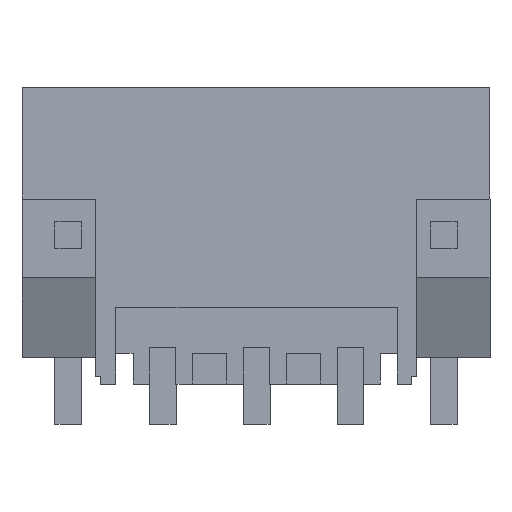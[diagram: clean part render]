
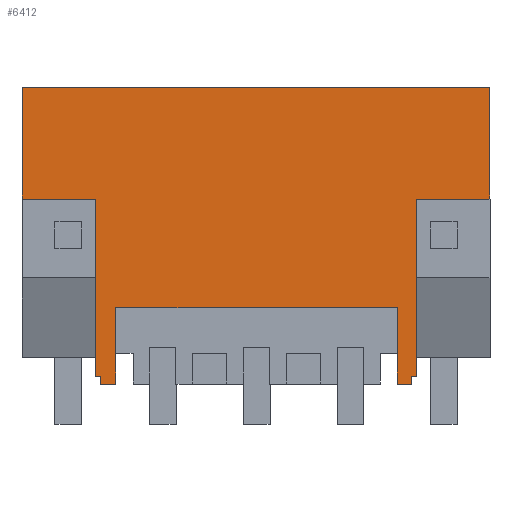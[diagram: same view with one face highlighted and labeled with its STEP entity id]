
A CAD part, front view. The second image highlights one B-rep face of the part: STEP entity #6412.
In plain terms, the highlighted planar face has unit normal (0, -1, 0).
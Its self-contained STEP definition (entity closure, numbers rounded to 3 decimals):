
#6382=AXIS2_PLACEMENT_3D('Plane Axis2P3D',#6379,#6380,#6381) ;
#1852=CARTESIAN_POINT('Line Origine',(3.5,0.,2.925)) ;
#1856=CARTESIAN_POINT('Vertex',(3.5,0.,1.5)) ;
#1858=CARTESIAN_POINT('Vertex',(3.5,0.,4.35)) ;
#1890=CARTESIAN_POINT('Vertex',(2.925,0.,1.5)) ;
#1893=CARTESIAN_POINT('Line Origine',(3.213,0.,1.5)) ;
#1911=CARTESIAN_POINT('Line Origine',(2.925,0.,1.65)) ;
#1915=CARTESIAN_POINT('Vertex',(2.925,0.,1.8)) ;
#1936=CARTESIAN_POINT('Line Origine',(2.825,0.,1.8)) ;
#1940=CARTESIAN_POINT('Vertex',(2.725,0.,1.8)) ;
#1961=CARTESIAN_POINT('Line Origine',(2.725,0.,5.1)) ;
#1965=CARTESIAN_POINT('Vertex',(2.725,0.,8.4)) ;
#2239=CARTESIAN_POINT('Vertex',(0.,0.,8.4)) ;
#2242=CARTESIAN_POINT('Line Origine',(0.,0.,10.475)) ;
#2246=CARTESIAN_POINT('Vertex',(0.,0.,12.55)) ;
#2286=CARTESIAN_POINT('Line Origine',(8.725,0.,12.55)) ;
#2290=CARTESIAN_POINT('Vertex',(17.45,0.,12.55)) ;
#3917=CARTESIAN_POINT('Line Origine',(17.45,0.,10.475)) ;
#3921=CARTESIAN_POINT('Vertex',(17.45,0.,8.4)) ;
#4189=CARTESIAN_POINT('Vertex',(14.725,0.,8.4)) ;
#4192=CARTESIAN_POINT('Line Origine',(14.725,0.,5.1)) ;
#4196=CARTESIAN_POINT('Vertex',(14.725,0.,1.8)) ;
#4220=CARTESIAN_POINT('Line Origine',(14.625,0.,1.8)) ;
#4224=CARTESIAN_POINT('Vertex',(14.525,0.,1.8)) ;
#4245=CARTESIAN_POINT('Line Origine',(14.525,0.,1.65)) ;
#4249=CARTESIAN_POINT('Vertex',(14.525,0.,1.5)) ;
#4270=CARTESIAN_POINT('Line Origine',(14.263,0.,1.5)) ;
#4274=CARTESIAN_POINT('Vertex',(14.,0.,1.5)) ;
#4295=CARTESIAN_POINT('Line Origine',(14.,0.,2.925)) ;
#4299=CARTESIAN_POINT('Vertex',(14.,0.,4.35)) ;
#5876=CARTESIAN_POINT('Line Origine',(8.75,0.,4.35)) ;
#6379=CARTESIAN_POINT('Axis2P3D Location',(-3.5,0.,1.5)) ;
#6384=CARTESIAN_POINT('Line Origine',(16.087,0.,8.4)) ;
#6389=CARTESIAN_POINT('Line Origine',(1.362,0.,8.4)) ;
#1853=DIRECTION('Vector Direction',(0.,0.,1.)) ;
#1894=DIRECTION('Vector Direction',(1.,0.,0.)) ;
#1912=DIRECTION('Vector Direction',(0.,0.,1.)) ;
#1937=DIRECTION('Vector Direction',(-1.,0.,0.)) ;
#1962=DIRECTION('Vector Direction',(0.,0.,-1.)) ;
#2243=DIRECTION('Vector Direction',(0.,0.,-1.)) ;
#2287=DIRECTION('Vector Direction',(1.,0.,0.)) ;
#3918=DIRECTION('Vector Direction',(0.,0.,-1.)) ;
#4193=DIRECTION('Vector Direction',(0.,0.,-1.)) ;
#4221=DIRECTION('Vector Direction',(1.,0.,0.)) ;
#4246=DIRECTION('Vector Direction',(0.,0.,1.)) ;
#4271=DIRECTION('Vector Direction',(1.,0.,0.)) ;
#4296=DIRECTION('Vector Direction',(0.,0.,1.)) ;
#5877=DIRECTION('Vector Direction',(-1.,0.,0.)) ;
#6380=DIRECTION('Axis2P3D Direction',(0.,1.,0.)) ;
#6381=DIRECTION('Axis2P3D XDirection',(0.,0.,-1.)) ;
#6385=DIRECTION('Vector Direction',(-1.,0.,0.)) ;
#6390=DIRECTION('Vector Direction',(1.,0.,0.)) ;
#1854=VECTOR('Line Direction',#1853,1.) ;
#1895=VECTOR('Line Direction',#1894,1.) ;
#1913=VECTOR('Line Direction',#1912,1.) ;
#1938=VECTOR('Line Direction',#1937,1.) ;
#1963=VECTOR('Line Direction',#1962,1.) ;
#2244=VECTOR('Line Direction',#2243,1.) ;
#2288=VECTOR('Line Direction',#2287,1.) ;
#3919=VECTOR('Line Direction',#3918,1.) ;
#4194=VECTOR('Line Direction',#4193,1.) ;
#4222=VECTOR('Line Direction',#4221,1.) ;
#4247=VECTOR('Line Direction',#4246,1.) ;
#4272=VECTOR('Line Direction',#4271,1.) ;
#4297=VECTOR('Line Direction',#4296,1.) ;
#5878=VECTOR('Line Direction',#5877,1.) ;
#6386=VECTOR('Line Direction',#6385,1.) ;
#6391=VECTOR('Line Direction',#6390,1.) ;
#6395=ORIENTED_EDGE('',*,*,#5880,.F.) ;
#6396=ORIENTED_EDGE('',*,*,#4301,.F.) ;
#6397=ORIENTED_EDGE('',*,*,#4276,.T.) ;
#6398=ORIENTED_EDGE('',*,*,#4251,.T.) ;
#6399=ORIENTED_EDGE('',*,*,#4226,.T.) ;
#6400=ORIENTED_EDGE('',*,*,#4198,.F.) ;
#6401=ORIENTED_EDGE('',*,*,#6388,.F.) ;
#6402=ORIENTED_EDGE('',*,*,#3923,.F.) ;
#6403=ORIENTED_EDGE('',*,*,#2292,.F.) ;
#6404=ORIENTED_EDGE('',*,*,#2248,.T.) ;
#6405=ORIENTED_EDGE('',*,*,#6393,.T.) ;
#6406=ORIENTED_EDGE('',*,*,#1967,.T.) ;
#6407=ORIENTED_EDGE('',*,*,#1942,.F.) ;
#6408=ORIENTED_EDGE('',*,*,#1917,.F.) ;
#6409=ORIENTED_EDGE('',*,*,#1897,.T.) ;
#6410=ORIENTED_EDGE('',*,*,#1860,.T.) ;
#6412=ADVANCED_FACE('HOUSING',(#6411),#6383,.F.) ;
#1860=EDGE_CURVE('',#1857,#1859,#1855,.T.) ;
#1897=EDGE_CURVE('',#1891,#1857,#1896,.T.) ;
#1917=EDGE_CURVE('',#1891,#1916,#1914,.T.) ;
#1942=EDGE_CURVE('',#1916,#1941,#1939,.T.) ;
#1967=EDGE_CURVE('',#1966,#1941,#1964,.T.) ;
#2248=EDGE_CURVE('',#2247,#2240,#2245,.T.) ;
#2292=EDGE_CURVE('',#2247,#2291,#2289,.T.) ;
#3923=EDGE_CURVE('',#2291,#3922,#3920,.T.) ;
#4198=EDGE_CURVE('',#4190,#4197,#4195,.T.) ;
#4226=EDGE_CURVE('',#4225,#4197,#4223,.T.) ;
#4251=EDGE_CURVE('',#4250,#4225,#4248,.T.) ;
#4276=EDGE_CURVE('',#4275,#4250,#4273,.T.) ;
#4301=EDGE_CURVE('',#4275,#4300,#4298,.T.) ;
#5880=EDGE_CURVE('',#4300,#1859,#5879,.T.) ;
#6388=EDGE_CURVE('',#3922,#4190,#6387,.T.) ;
#6393=EDGE_CURVE('',#2240,#1966,#6392,.T.) ;
#6394=EDGE_LOOP('',(#6395,#6396,#6397,#6398,#6399,#6400,#6401,#6402,#6403,#6404,#6405,#6406,#6407,#6408,#6409,#6410)) ;
#6411=FACE_OUTER_BOUND('',#6394,.T.) ;
#1855=LINE('Line',#1852,#1854) ;
#1896=LINE('Line',#1893,#1895) ;
#1914=LINE('Line',#1911,#1913) ;
#1939=LINE('Line',#1936,#1938) ;
#1964=LINE('Line',#1961,#1963) ;
#2245=LINE('Line',#2242,#2244) ;
#2289=LINE('Line',#2286,#2288) ;
#3920=LINE('Line',#3917,#3919) ;
#4195=LINE('Line',#4192,#4194) ;
#4223=LINE('Line',#4220,#4222) ;
#4248=LINE('Line',#4245,#4247) ;
#4273=LINE('Line',#4270,#4272) ;
#4298=LINE('Line',#4295,#4297) ;
#5879=LINE('Line',#5876,#5878) ;
#6387=LINE('Line',#6384,#6386) ;
#6392=LINE('Line',#6389,#6391) ;
#6383=PLANE('',#6382) ;
#1857=VERTEX_POINT('',#1856) ;
#1859=VERTEX_POINT('',#1858) ;
#1891=VERTEX_POINT('',#1890) ;
#1916=VERTEX_POINT('',#1915) ;
#1941=VERTEX_POINT('',#1940) ;
#1966=VERTEX_POINT('',#1965) ;
#2240=VERTEX_POINT('',#2239) ;
#2247=VERTEX_POINT('',#2246) ;
#2291=VERTEX_POINT('',#2290) ;
#3922=VERTEX_POINT('',#3921) ;
#4190=VERTEX_POINT('',#4189) ;
#4197=VERTEX_POINT('',#4196) ;
#4225=VERTEX_POINT('',#4224) ;
#4250=VERTEX_POINT('',#4249) ;
#4275=VERTEX_POINT('',#4274) ;
#4300=VERTEX_POINT('',#4299) ;
